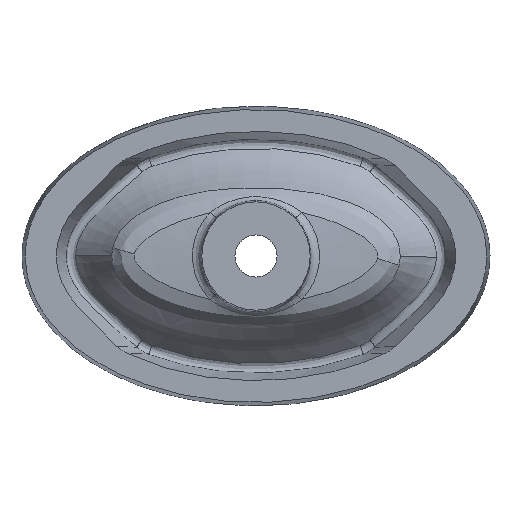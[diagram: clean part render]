
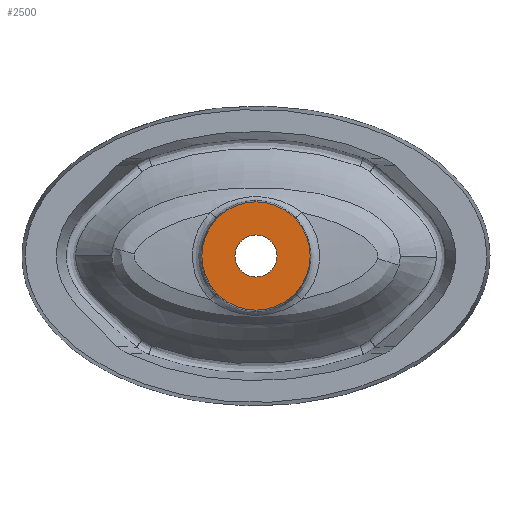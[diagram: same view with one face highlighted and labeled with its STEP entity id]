
A CAD part, front view. The second image highlights one B-rep face of the part: STEP entity #2500.
In plain terms, the highlighted planar face has unit normal (0, -1, 0).
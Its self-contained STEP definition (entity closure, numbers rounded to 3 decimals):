
#222 = DIRECTION ( 'NONE',  ( 0., 0., -1. ) ) ;
#1010 = DIRECTION ( 'NONE',  ( 0., 1., 0. ) ) ;
#1123 = CARTESIAN_POINT ( 'NONE',  ( 0., -152., -57.813 ) ) ;
#2471 = AXIS2_PLACEMENT_3D ( 'NONE', #12827, #18999, #222 ) ;
#2500 = ADVANCED_FACE ( 'NONE', ( #10871, #3294 ), #17783, .T. ) ;
#3209 = EDGE_LOOP ( 'NONE', ( #17194, #11372 ) ) ;
#3294 = FACE_BOUND ( 'NONE', #14509, .T. ) ;
#3798 = CARTESIAN_POINT ( 'NONE',  ( 0., -152., 0. ) ) ;
#4350 = CARTESIAN_POINT ( 'NONE',  ( 0., -152., -22.5 ) ) ;
#4676 = ORIENTED_EDGE ( 'NONE', *, *, #19137, .T. ) ;
#5657 = CARTESIAN_POINT ( 'NONE',  ( 0., -152., 0. ) ) ;
#6475 = AXIS2_PLACEMENT_3D ( 'NONE', #12296, #16970, #20249 ) ;
#6775 = EDGE_CURVE ( 'NONE', #19654, #9962, #8927, .T. ) ;
#7340 = AXIS2_PLACEMENT_3D ( 'NONE', #13551, #1010, #19858 ) ;
#7380 = DIRECTION ( 'NONE',  ( 0., 1., 0. ) ) ;
#7981 = VERTEX_POINT ( 'NONE', #8938 ) ;
#8927 = CIRCLE ( 'NONE', #12987, 57.813 ) ;
#8938 = CARTESIAN_POINT ( 'NONE',  ( 0., -152., 22.5 ) ) ;
#9962 = VERTEX_POINT ( 'NONE', #1123 ) ;
#10390 = DIRECTION ( 'NONE',  ( 0., 0., -1. ) ) ;
#10871 = FACE_OUTER_BOUND ( 'NONE', #3209, .T. ) ;
#11306 = EDGE_CURVE ( 'NONE', #9962, #19654, #15299, .T. ) ;
#11372 = ORIENTED_EDGE ( 'NONE', *, *, #11306, .F. ) ;
#11877 = DIRECTION ( 'NONE',  ( 0., 0., -1. ) ) ;
#12040 = EDGE_CURVE ( 'NONE', #16215, #7981, #14312, .T. ) ;
#12296 = CARTESIAN_POINT ( 'NONE',  ( 0., -152., 0. ) ) ;
#12827 = CARTESIAN_POINT ( 'NONE',  ( 0., -152., 0. ) ) ;
#12987 = AXIS2_PLACEMENT_3D ( 'NONE', #5657, #7380, #10390 ) ;
#13531 = DIRECTION ( 'NONE',  ( 0., -1., 0. ) ) ;
#13551 = CARTESIAN_POINT ( 'NONE',  ( 0., -152., 0. ) ) ;
#13772 = ORIENTED_EDGE ( 'NONE', *, *, #12040, .T. ) ;
#14312 = CIRCLE ( 'NONE', #7340, 22.5 ) ;
#14390 = CIRCLE ( 'NONE', #6475, 22.5 ) ;
#14509 = EDGE_LOOP ( 'NONE', ( #4676, #13772 ) ) ;
#15299 = CIRCLE ( 'NONE', #2471, 57.813 ) ;
#16215 = VERTEX_POINT ( 'NONE', #4350 ) ;
#16480 = AXIS2_PLACEMENT_3D ( 'NONE', #3798, #13531, #11877 ) ;
#16970 = DIRECTION ( 'NONE',  ( 0., 1., 0. ) ) ;
#17194 = ORIENTED_EDGE ( 'NONE', *, *, #6775, .F. ) ;
#17783 = PLANE ( 'NONE',  #16480 ) ;
#18999 = DIRECTION ( 'NONE',  ( 0., 1., 0. ) ) ;
#19039 = CARTESIAN_POINT ( 'NONE',  ( 0., -152., 57.813 ) ) ;
#19137 = EDGE_CURVE ( 'NONE', #7981, #16215, #14390, .T. ) ;
#19654 = VERTEX_POINT ( 'NONE', #19039 ) ;
#19858 = DIRECTION ( 'NONE',  ( 0., 0., 1. ) ) ;
#20249 = DIRECTION ( 'NONE',  ( 0., 0., 1. ) ) ;
